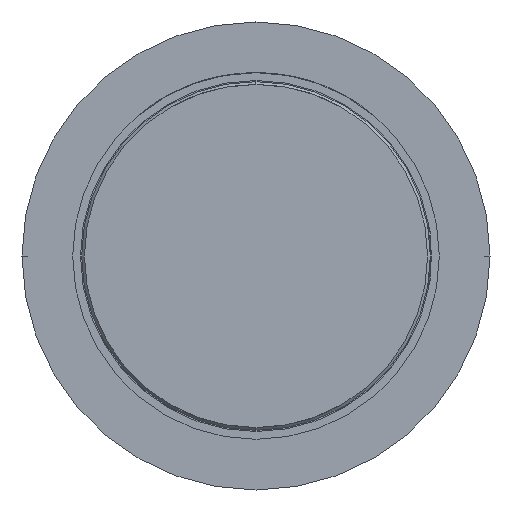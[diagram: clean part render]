
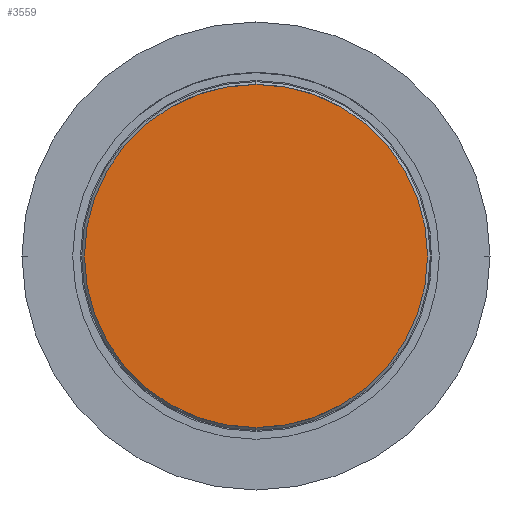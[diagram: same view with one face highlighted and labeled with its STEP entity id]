
A CAD part, front view. The second image highlights one B-rep face of the part: STEP entity #3559.
In plain terms, the highlighted planar face has unit normal (0, -1, 0).
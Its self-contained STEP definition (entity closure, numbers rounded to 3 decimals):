
#45 = DIRECTION ( 'NONE',  ( -1., 0., 0. ) ) ;
#243 = EDGE_CURVE ( 'Defeature ausgef�hrt2_8+Defeature ausgef�hrt2_15+Defeature ausgef�hrt2_15+Defeature ausgef�hrt2_15', #3874, #2669, #640, .T. ) ;
#447 = DIRECTION ( 'NONE',  ( -1., 0., 0. ) ) ;
#573 = EDGE_LOOP ( 'NONE', ( #3457, #2603 ) ) ;
#640 = CIRCLE ( 'NONE', #2516, 2.2 ) ;
#695 = DIRECTION ( 'NONE',  ( 0., 1., 0. ) ) ;
#1666 = CARTESIAN_POINT ( 'NONE',  ( 0., 0., 0. ) ) ;
#1710 = DIRECTION ( 'NONE',  ( 0., -1., 0. ) ) ;
#1950 = DIRECTION ( 'NONE',  ( 1., 0., 0. ) ) ;
#1980 = DIRECTION ( 'NONE',  ( 0., -1., 0. ) ) ;
#2067 = CIRCLE ( 'NONE', #3865, 2.2 ) ;
#2286 = CARTESIAN_POINT ( 'NONE',  ( 0., 0., -1.9 ) ) ;
#2516 = AXIS2_PLACEMENT_3D ( 'NONE', #4024, #1710, #447 ) ;
#2582 = FACE_OUTER_BOUND ( 'NONE', #573, .T. ) ;
#2603 = ORIENTED_EDGE ( 'NONE', *, *, #243, .T. ) ;
#2669 = VERTEX_POINT ( 'NONE', #3295 ) ;
#2830 = CARTESIAN_POINT ( 'NONE',  ( 2.2, 0., 0. ) ) ;
#3295 = CARTESIAN_POINT ( 'NONE',  ( -2.2, 0., 0. ) ) ;
#3457 = ORIENTED_EDGE ( 'NONE', *, *, #3583, .T. ) ;
#3559 = ADVANCED_FACE ( 'Defeature ausgef�hrt2_8', ( #2582 ), #4230, .F. ) ;
#3583 = EDGE_CURVE ( 'Defeature ausgef�hrt2_8+Defeature ausgef�hrt2_15+Defeature ausgef�hrt2_15+Defeature ausgef�hrt2_15', #2669, #3874, #2067, .T. ) ;
#3865 = AXIS2_PLACEMENT_3D ( 'NONE', #1666, #1980, #45 ) ;
#3874 = VERTEX_POINT ( 'NONE', #2830 ) ;
#3896 = AXIS2_PLACEMENT_3D ( 'NONE', #2286, #695, #1950 ) ;
#4024 = CARTESIAN_POINT ( 'NONE',  ( 0., 0., 0. ) ) ;
#4230 = PLANE ( 'NONE',  #3896 ) ;
